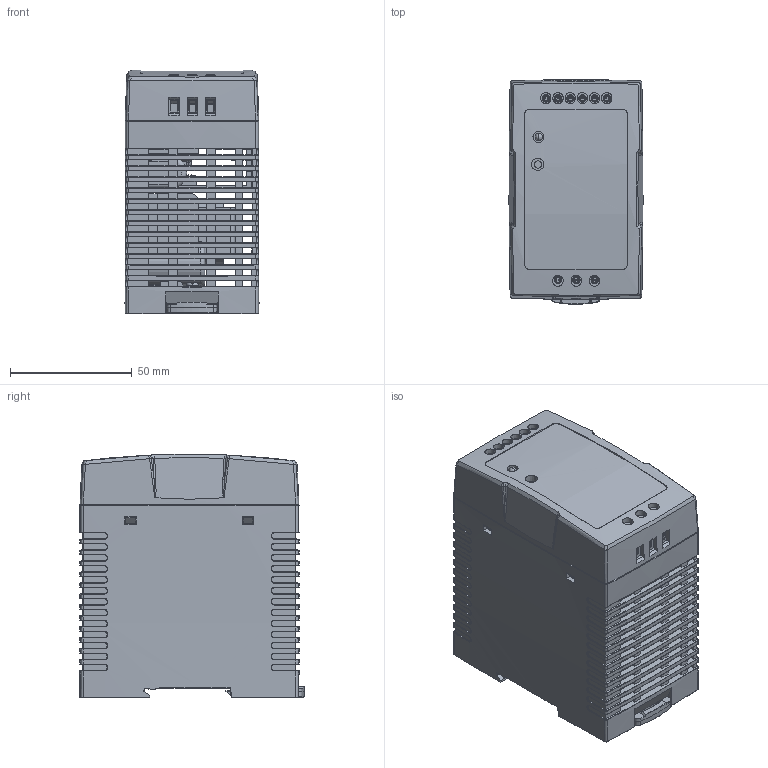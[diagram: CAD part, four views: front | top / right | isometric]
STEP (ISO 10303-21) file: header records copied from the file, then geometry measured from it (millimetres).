
FILE_DESCRIPTION((''),'2;1');
FILE_NAME('YSD100L_ASM','2021-09-01T14:08:52',('Administrator'),(''),'CREO PARAMETRIC BY PTC INC, 2019080','CREO PARAMETRIC BY PTC INC, 2019080','');
FILE_SCHEMA(('CONFIG_CONTROL_DESIGN','SHAPE_APPEARANCE_LAYERS_GROUPS'));
Length unit declared in the file: millimetre
Products named in the file (18): YSD100L-BOTTOM; YSD60L-PCB-MAXA; P1A; P2A; MSA; _S_JP_X2_02C6_X0_OQ1; 3P-CONECTQ1; 3P-CONECT_1Q1; CQ021; YS100L-PRO-MIN_ASM; VRQ; LEDQ; A2_1Q_ASM; M3-4; YSD100L-PRO_ASM; YSD100L-CAP; RC0-MAX; YSD100L_ASM
Assembly tree (23 placements, depth 4):
  YSD100L_ASM
    YSD100L-BOTTOM
    YSD100L-PRO_ASM
      YSD60L-PCB-MAXA
      P1A
      P2A
      MSA  x4
      YS100L-PRO-MIN_ASM
        _S_JP_X2_02C6_X0_OQ1
        3P-CONECTQ1
        3P-CONECT_1Q1
        CQ021
      A2_1Q_ASM
        VRQ
        LEDQ
      M3-4  x4
    YSD100L-CAP
    RC0-MAX
Bounding box: 54.99 x 92.08 x 99.99 mm (x, y, z)
Volume: 193821.6 mm3; surface area: 148311.2 mm2
Topology: 36 solids, 40 shells, 3354 faces, 9057 edges, 5767 vertices
Faces by surface type: plane 1867, cylinder 641, bspline 617, cone 131, torus 77, sphere 20, extrusion 1
Entity records: 168101 total; most frequent: CARTESIAN_POINT 52578, ORIENTED_EDGE 16674, DIRECTION 12541, PRESENTATION_STYLE_ASSIGNMENT 10792, STYLED_ITEM 10462, CURVE_STYLE 8346, EDGE_CURVE 8345, VERTEX_POINT 5326
